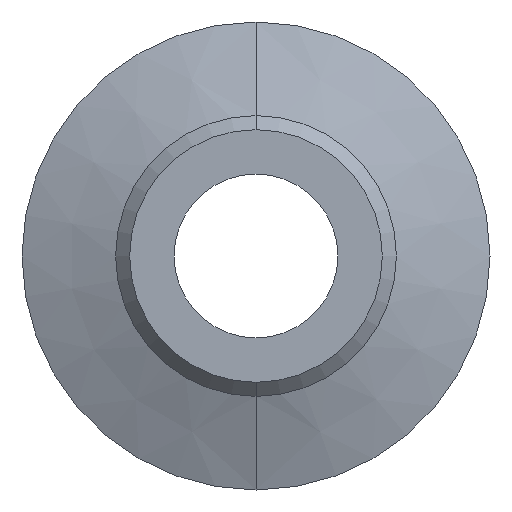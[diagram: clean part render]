
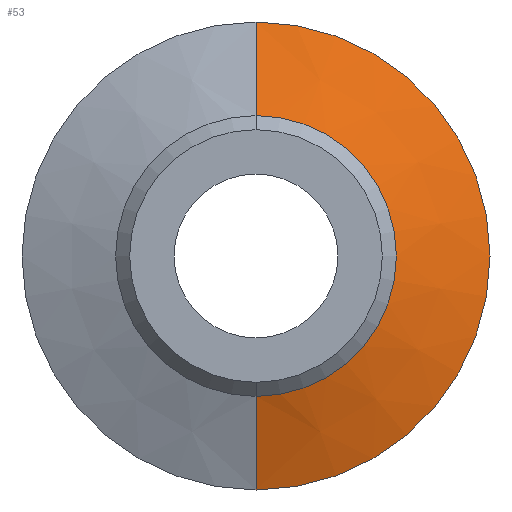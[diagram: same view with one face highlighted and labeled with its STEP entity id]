
A CAD part, front view. The second image highlights one B-rep face of the part: STEP entity #53.
In plain terms, the highlighted conical face has half-angle 70 degrees and reference radius 3 mm.
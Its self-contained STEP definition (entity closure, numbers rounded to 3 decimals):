
#52 = VERTEX_POINT ( 'NONE', #313 ) ;
#53 = ADVANCED_FACE ( 'NONE', ( #290 ), #292, .T. ) ;
#76 = EDGE_LOOP ( 'NONE', ( #87, #79, #95, #77 ) ) ;
#77 = ORIENTED_EDGE ( 'NONE', *, *, #84, .F. ) ;
#79 = ORIENTED_EDGE ( 'NONE', *, *, #83, .T. ) ;
#80 = VERTEX_POINT ( 'NONE', #274 ) ;
#82 = VERTEX_POINT ( 'NONE', #275 ) ;
#83 = EDGE_CURVE ( 'NONE', #52, #80, #238, .T. ) ;
#84 = EDGE_CURVE ( 'NONE', #82, #97, #332, .T. ) ;
#87 = ORIENTED_EDGE ( 'NONE', *, *, #89, .F. ) ;
#89 = EDGE_CURVE ( 'NONE', #52, #82, #239, .T. ) ;
#95 = ORIENTED_EDGE ( 'NONE', *, *, #96, .T. ) ;
#96 = EDGE_CURVE ( 'NONE', #80, #97, #347, .T. ) ;
#97 = VERTEX_POINT ( 'NONE', #344 ) ;
#238 = LINE ( 'NONE', #243, #242 ) ;
#239 = CIRCLE ( 'NONE', #245, 3. ) ;
#241 = DIRECTION ( 'NONE',  ( 0., 0.342, -0.94 ) ) ;
#242 = VECTOR ( 'NONE', #241, 1000. ) ;
#243 = CARTESIAN_POINT ( 'NONE',  ( 0., 18., -3. ) ) ;
#244 = DIRECTION ( 'NONE',  ( 0., 0., -1. ) ) ;
#245 = AXIS2_PLACEMENT_3D ( 'NONE', #248, #246, #244 ) ;
#246 = DIRECTION ( 'NONE',  ( 0., -1., 0. ) ) ;
#248 = CARTESIAN_POINT ( 'NONE',  ( 0., 18., 0. ) ) ;
#256 = AXIS2_PLACEMENT_3D ( 'NONE', #288, #287, #280 ) ;
#274 = CARTESIAN_POINT ( 'NONE',  ( 0., 18.728, -5. ) ) ;
#275 = CARTESIAN_POINT ( 'NONE',  ( 0., 18., 3. ) ) ;
#280 = DIRECTION ( 'NONE',  ( 0., 0., 1. ) ) ;
#287 = DIRECTION ( 'NONE',  ( 0., 1., 0. ) ) ;
#288 = CARTESIAN_POINT ( 'NONE',  ( 0., 18., 0. ) ) ;
#290 = FACE_OUTER_BOUND ( 'NONE', #76, .T. ) ;
#292 = CONICAL_SURFACE ( 'NONE', #256, 3., 1.222 ) ;
#313 = CARTESIAN_POINT ( 'NONE',  ( 0., 18., -3. ) ) ;
#332 = LINE ( 'NONE', #335, #334 ) ;
#333 = DIRECTION ( 'NONE',  ( 0., 0.342, 0.94 ) ) ;
#334 = VECTOR ( 'NONE', #333, 1000. ) ;
#335 = CARTESIAN_POINT ( 'NONE',  ( 0., 18., 3. ) ) ;
#342 = CARTESIAN_POINT ( 'NONE',  ( 0., 18.728, 0. ) ) ;
#343 = AXIS2_PLACEMENT_3D ( 'NONE', #342, #346, #345 ) ;
#344 = CARTESIAN_POINT ( 'NONE',  ( 0., 18.728, 5. ) ) ;
#345 = DIRECTION ( 'NONE',  ( 0., 0., -1. ) ) ;
#346 = DIRECTION ( 'NONE',  ( 0., -1., 0. ) ) ;
#347 = CIRCLE ( 'NONE', #343, 5. ) ;
